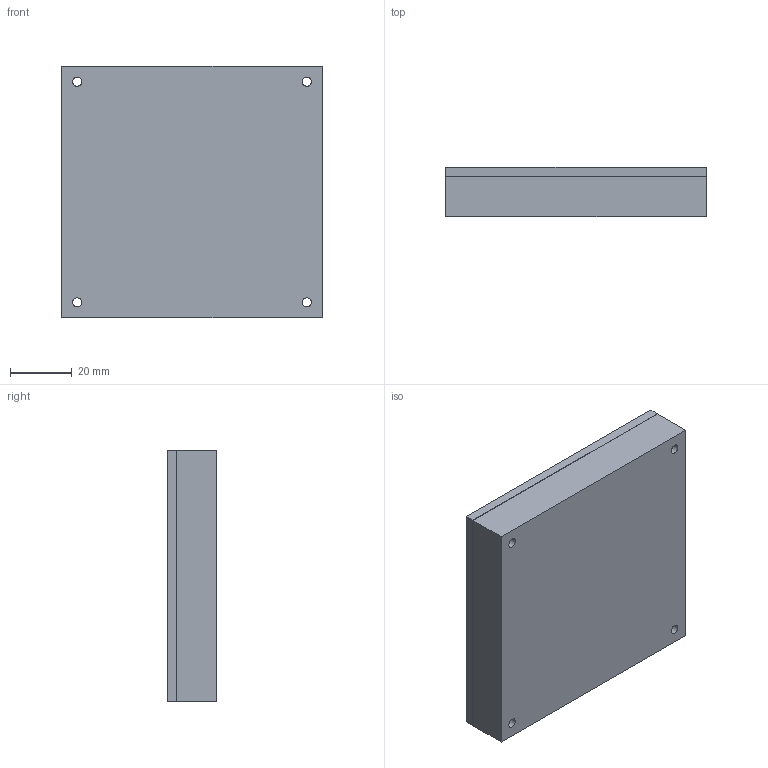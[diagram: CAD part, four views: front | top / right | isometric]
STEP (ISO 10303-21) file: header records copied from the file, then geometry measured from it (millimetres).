
FILE_DESCRIPTION(/* description */ ('STEP AP242 Edition 2','CAx-IF Rec.Pracs.---Representation and Presentation of Product Manufacturing Information (PMI)---4.0---2014-10-13','CAx-IF Rec.Pracs.---3D Tessellated Geometry---0.4---2014-09-14','2;1','CAx-IF Rec.Pracs.---User Defined Attributes---1.5---2016-08-15'),/* implementation_level */ '2;1');
FILE_NAME(/* name */ 'Assembly 1',/* time_stamp */ '2026-02-16T18:54:05Z',/* author */ (''),/* organization */ (''),/* preprocessor_version */ 'ST-DEVELOPER v20',/* originating_system */ 'ONSHAPE BY PTC INC, 1.210',/* authorisation */ ' ');
FILE_SCHEMA (('AP242_MANAGED_MODEL_BASED_3D_ENGINEERING_MIM_LF { 1 0 10303 442 3 1 4 }'));
Length unit declared in the file: metre
Products named in the file (4): Assembly 1; Part 1; Part 2
Assembly tree (3 placements, depth 2):
  Assembly 1
    Part 1
    Part 1
    Part 2
Bounding box: 84.44 x 15.92 x 81.46 mm (x, y, z)
Volume: 62862.3 mm3; surface area: 41764.5 mm2
Topology: 2 solids, 3 shells, 53 faces, 144 edges, 96 vertices
Faces by surface type: plane 44, cylinder 8, other 1
Full cylindrical faces by diameter (mm): 3 x8
Entity records: 1760 total; most frequent: CARTESIAN_POINT 288, ORIENTED_EDGE 272, DIRECTION 264, EDGE_CURVE 136, LINE 120, VECTOR 120, VERTEX_POINT 96, EDGE_LOOP 88
